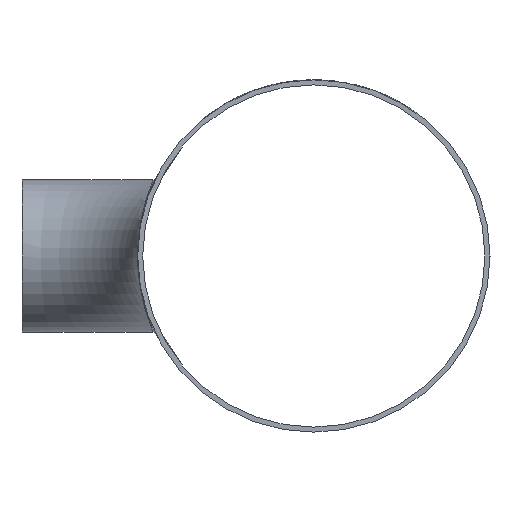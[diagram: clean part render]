
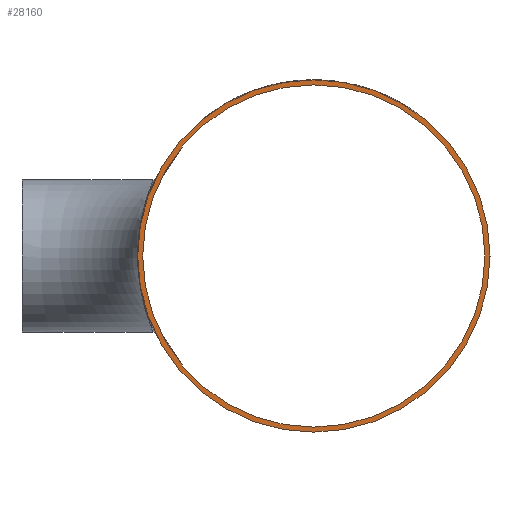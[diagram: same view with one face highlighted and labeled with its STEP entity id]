
A CAD part, left-side view. The second image highlights one B-rep face of the part: STEP entity #28160.
In plain terms, the highlighted planar face has unit normal (-1, 0, 0).
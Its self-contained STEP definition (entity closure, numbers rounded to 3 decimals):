
#17 = AXIS2_PLACEMENT_3D ( 'NONE', #26580, #4765, #39302 ) ;
#324 = VERTEX_POINT ( 'NONE', #9967 ) ;
#4765 = DIRECTION ( 'NONE',  ( 1., 0., 0. ) ) ;
#6423 = ORIENTED_EDGE ( 'NONE', *, *, #27736, .T. ) ;
#6884 = CARTESIAN_POINT ( 'NONE',  ( -191., -115.7, -67.85 ) ) ;
#9842 = CIRCLE ( 'NONE', #17, 69.85 ) ;
#9967 = CARTESIAN_POINT ( 'NONE',  ( -191., -115.7, -69.85 ) ) ;
#12548 = ORIENTED_EDGE ( 'NONE', *, *, #25140, .F. ) ;
#13227 = AXIS2_PLACEMENT_3D ( 'NONE', #35834, #32753, #38103 ) ;
#13854 = AXIS2_PLACEMENT_3D ( 'NONE', #36086, #32805, #32200 ) ;
#19620 = FACE_OUTER_BOUND ( 'NONE', #31477, .T. ) ;
#20538 = EDGE_LOOP ( 'NONE', ( #6423 ) ) ;
#25140 = EDGE_CURVE ( 'NONE', #324, #324, #9842, .T. ) ;
#26300 = CIRCLE ( 'NONE', #13854, 67.85 ) ;
#26580 = CARTESIAN_POINT ( 'NONE',  ( -191., -115.7, 0. ) ) ;
#27736 = EDGE_CURVE ( 'NONE', #31573, #31573, #26300, .T. ) ;
#28160 = ADVANCED_FACE ( 'NONE', ( #35439, #19620 ), #35240, .F. ) ;
#31477 = EDGE_LOOP ( 'NONE', ( #12548 ) ) ;
#31573 = VERTEX_POINT ( 'NONE', #6884 ) ;
#32200 = DIRECTION ( 'NONE',  ( 0., 0., -1. ) ) ;
#32753 = DIRECTION ( 'NONE',  ( 1., 0., 0. ) ) ;
#32805 = DIRECTION ( 'NONE',  ( 1., 0., 0. ) ) ;
#35240 = PLANE ( 'NONE',  #13227 ) ;
#35439 = FACE_BOUND ( 'NONE', #20538, .T. ) ;
#35834 = CARTESIAN_POINT ( 'NONE',  ( -191., -115.7, 0. ) ) ;
#36086 = CARTESIAN_POINT ( 'NONE',  ( -191., -115.7, 0. ) ) ;
#38103 = DIRECTION ( 'NONE',  ( 0., 0., -1. ) ) ;
#39302 = DIRECTION ( 'NONE',  ( 0., 0., -1. ) ) ;
